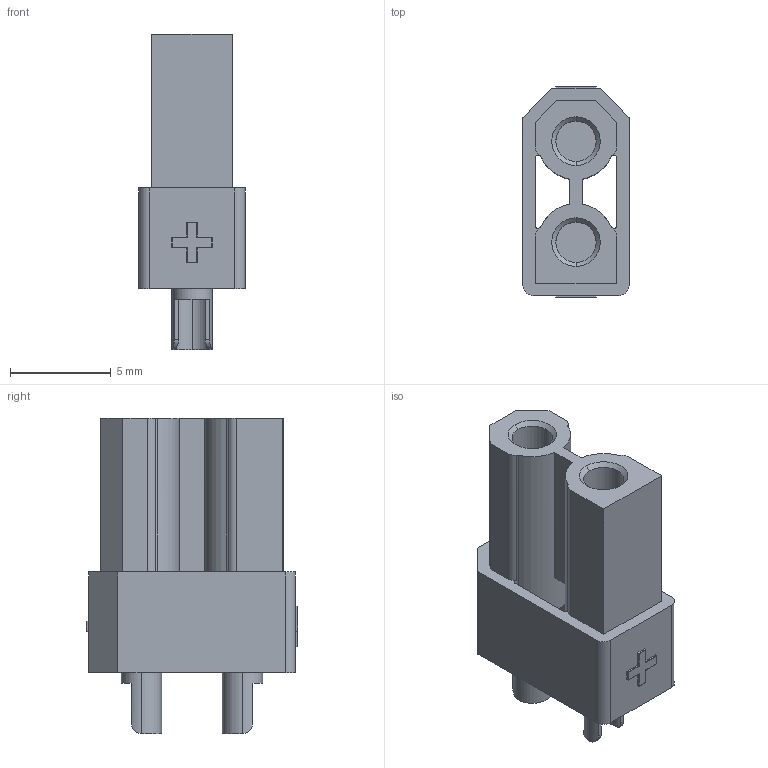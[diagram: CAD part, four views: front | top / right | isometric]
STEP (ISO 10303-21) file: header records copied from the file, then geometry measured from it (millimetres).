
FILE_DESCRIPTION (( 'STEP AP214' ), '1' );
FILE_NAME ('XT30-F.STEP', '2023-05-22T09:40:27', ( '' ), ( '' ), 'SwSTEP 2.0', 'SolidWorks 2021', '' );
FILE_SCHEMA (( 'AUTOMOTIVE_DESIGN' ));
Length unit declared in the file: millimetre
Products named in the file (3): XT30-F; XT30_Buchse.stp; XT30_Buchse-0.stp
Assembly tree (2 placements, depth 3):
  XT30-F
    XT30_Buchse.stp
      XT30_Buchse-0.stp
Bounding box: 5.25 x 10.45 x 15.6 mm (x, y, z)
Volume: 307.8 mm3; surface area: 773.8 mm2
Topology: 1 solids, 1 shells, 148 faces, 390 edges, 232 vertices
Faces by surface type: cylinder 70, plane 58, sphere 12, cone 4, bspline 4
Entity records: 5876 total; most frequent: CARTESIAN_POINT 1888, DIRECTION 794, ORIENTED_EDGE 748, EDGE_CURVE 374, AXIS2_PLACEMENT_3D 290, VERTEX_POINT 232, LINE 214, VECTOR 214
